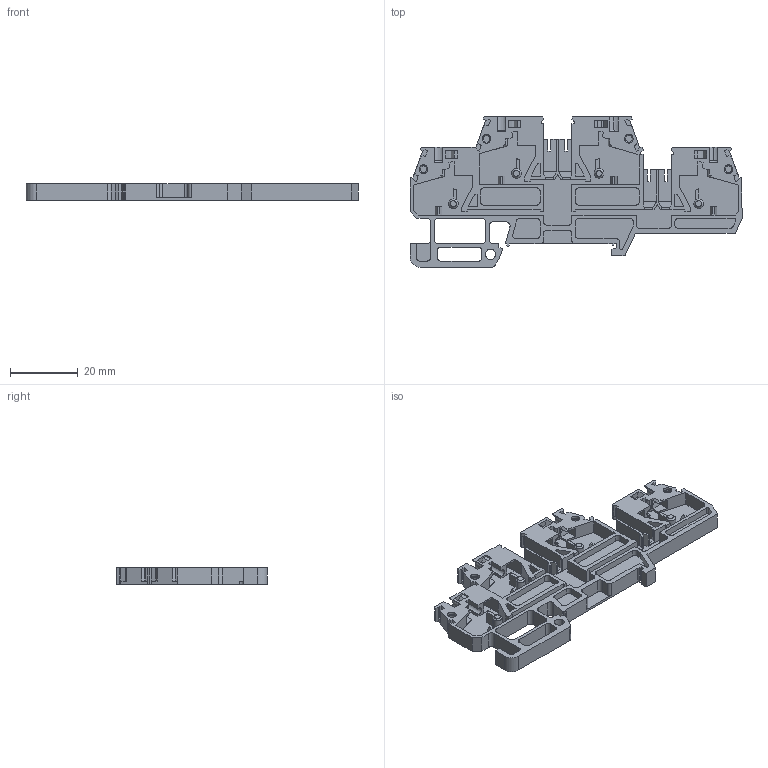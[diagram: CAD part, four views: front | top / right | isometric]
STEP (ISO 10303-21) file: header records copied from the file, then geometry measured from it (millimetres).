
FILE_DESCRIPTION (( 'STEP AP214' ), '1' );
FILE_NAME ('DN-QD12L2-A.step', '2018-09-19T17:07:35', ( '' ), ( '' ), 'SwSTEP 2.0', 'SolidWorks 2017', '' );
FILE_SCHEMA (( 'AUTOMOTIVE_DESIGN' ));
Length unit declared in the file: inch
Products named in the file (1): DN-QD12L2-A
Bounding box: 98 x 44.4 x 5 mm (x, y, z)
Volume: 6537.2 mm3; surface area: 12534.7 mm2
Topology: 1 solids, 1 shells, 713 faces, 2023 edges, 1324 vertices
Faces by surface type: plane 536, cylinder 129, cone 17, bspline 16, torus 15
Entity records: 33315 total; most frequent: CARTESIAN_POINT 5548, ORIENTED_EDGE 4046, DIRECTION 3545, EDGE_CURVE 2023, LINE 1545, VECTOR 1545, VERTEX_POINT 1324, AXIS2_PLACEMENT_3D 1000
